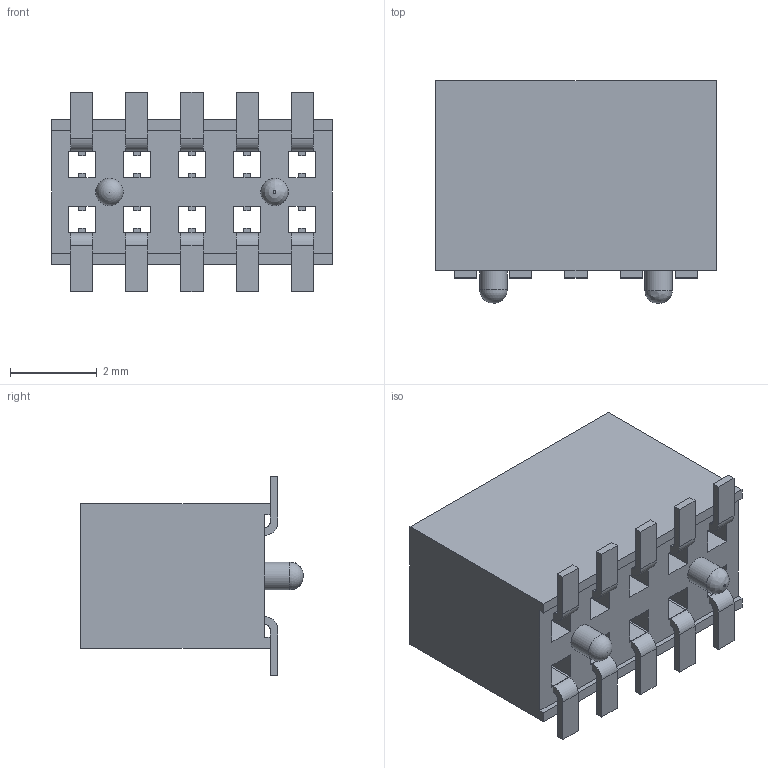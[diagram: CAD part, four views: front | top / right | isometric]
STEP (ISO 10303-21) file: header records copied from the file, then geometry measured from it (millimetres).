
FILE_DESCRIPTION(/* description */ (''),/* implementation_level */ '2;1');
FILE_NAME(/* name */ 'FLE-105-01-G-DV-A .step',/* time_stamp */ '2022-06-29T19:11:25-04:00',/* author */ (''),/* organization */ (''),/* preprocessor_version */ 'ST-DEVELOPER v19',/* originating_system */ 'Autodesk Translation Framework v11.7.0.108',/* authorisation */ '');
FILE_SCHEMA (('AUTOMOTIVE_DESIGN { 1 0 10303 214 3 1 1 }'));
Length unit declared in the file: inch
Products named in the file (3): FLE-105-01-G-DV-A; _FLE-105-01-DV-A_socket; _C-96-01-05-DV
Assembly tree (2 placements, depth 2):
  FLE-105-01-G-DV-A
    _FLE-105-01-DV-A_socket
    _C-96-01-05-DV
Bounding box: 6.46 x 5.13 x 4.59 mm (x, y, z)
Volume: 101.8 mm3; surface area: 442.3 mm2
Topology: 2 solids, 2 shells, 313 faces, 871 edges, 567 vertices
Faces by surface type: plane 281, cylinder 30, bspline 1, sphere 1
Full cylindrical faces by diameter (mm): 0.381 x4, 0.508 x4, 0.635 x2
Entity records: 10348 total; most frequent: CARTESIAN_POINT 1781, ORIENTED_EDGE 1740, DIRECTION 1568, EDGE_CURVE 870, LINE 806, VECTOR 806, VERTEX_POINT 567, AXIS2_PLACEMENT_3D 381
